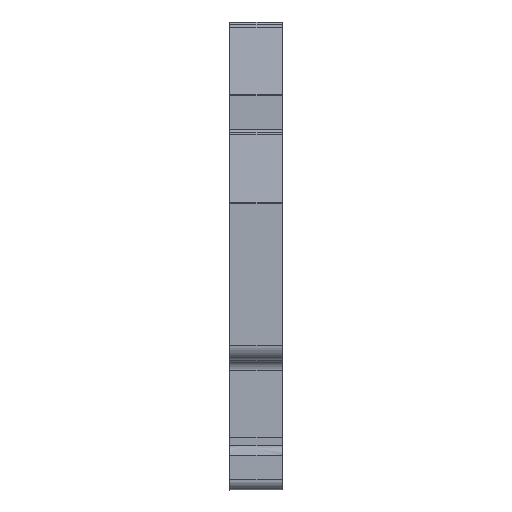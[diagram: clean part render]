
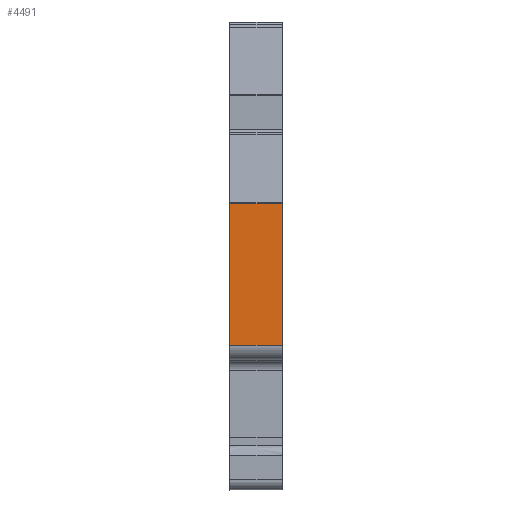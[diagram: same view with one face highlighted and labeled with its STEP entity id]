
A CAD part, left-side view. The second image highlights one B-rep face of the part: STEP entity #4491.
In plain terms, the highlighted planar face has unit normal (-1, 0, 0).
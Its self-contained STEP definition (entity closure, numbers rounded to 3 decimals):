
#2771=CARTESIAN_POINT('',(-32.905,5.2,8.25));
#2772=VERTEX_POINT('',#2771);
#2788=CARTESIAN_POINT('',(-32.905,0.,8.25));
#2789=VERTEX_POINT('',#2788);
#2797=CARTESIAN_POINT('',(-32.905,5.2,8.25));
#2798=DIRECTION('',(0.,-1.,0.));
#2799=VECTOR('',#2798,5.2);
#2800=LINE('',#2797,#2799);
#2801=EDGE_CURVE('',#2772,#2789,#2800,.T.);
#2928=CARTESIAN_POINT('',(-32.905,0.,22.205));
#2929=VERTEX_POINT('',#2928);
#2945=CARTESIAN_POINT('',(-32.905,5.2,22.205));
#2946=VERTEX_POINT('',#2945);
#2954=CARTESIAN_POINT('',(-32.905,0.,22.205));
#2955=DIRECTION('',(0.,1.,0.));
#2956=VECTOR('',#2955,5.2);
#2957=LINE('',#2954,#2956);
#2958=EDGE_CURVE('',#2929,#2946,#2957,.T.);
#3529=CARTESIAN_POINT('',(-32.905,0.,8.25));
#3530=DIRECTION('',(0.,0.,1.));
#3531=VECTOR('',#3530,13.955);
#3532=LINE('',#3529,#3531);
#3533=EDGE_CURVE('',#2789,#2929,#3532,.T.);
#3941=CARTESIAN_POINT('',(-32.905,5.2,8.25));
#3942=DIRECTION('',(0.,0.,1.));
#3943=VECTOR('',#3942,13.955);
#3944=LINE('',#3941,#3943);
#3945=EDGE_CURVE('',#2772,#2946,#3944,.T.);
#4480=CARTESIAN_POINT('',(-32.905,2.6,15.228));
#4481=DIRECTION('',(0.,0.,-1.));
#4482=DIRECTION('',(1.,-0.,0.));
#4483=AXIS2_PLACEMENT_3D('',#4480,#4482,#4481);
#4484=PLANE('',#4483);
#4485=ORIENTED_EDGE('',*,*,#2958,.F.);
#4486=ORIENTED_EDGE('',*,*,#3533,.F.);
#4487=ORIENTED_EDGE('',*,*,#2801,.F.);
#4488=ORIENTED_EDGE('',*,*,#3945,.T.);
#4489=EDGE_LOOP('',(#4485,#4486,#4487,#4488));
#4490=FACE_OUTER_BOUND('',#4489,.F.);
#4491=ADVANCED_FACE('F12738',(#4490),#4484,.F.);
